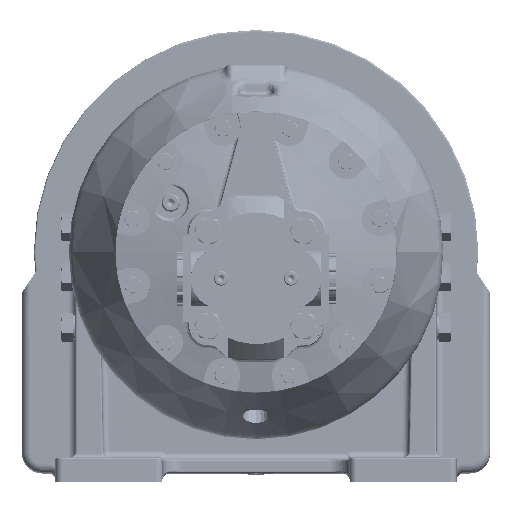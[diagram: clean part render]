
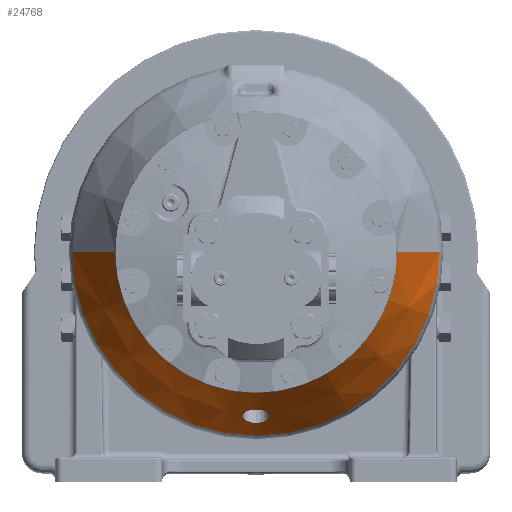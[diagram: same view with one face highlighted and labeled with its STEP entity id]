
A CAD part, top view. The second image highlights one B-rep face of the part: STEP entity #24768.
In plain terms, the highlighted conical face has half-angle 30 degrees and reference radius 154.327 mm.
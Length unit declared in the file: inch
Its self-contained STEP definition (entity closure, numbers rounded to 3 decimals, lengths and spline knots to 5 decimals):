
#9950=CARTESIAN_POINT('',(0.,0.,-0.19292));
#9951=DIRECTION('',(0.,0.,1.));
#9952=DIRECTION('',(-1.,0.,0.));
#9953=AXIS2_PLACEMENT_3D('',#9950,#9951,#9952);
#9960=DIRECTION('',(-0.5,0.,-0.866));
#9961=VECTOR('',#9960,3.16064);
#9962=CARTESIAN_POINT('',(-5.2857,0.,-0.19292));
#9963=LINE('',#9962,#9961);
#9964=DIRECTION('',(-0.5,0.,0.866));
#9965=VECTOR('',#9964,3.16064);
#9966=CARTESIAN_POINT('',(6.86603,0.,-2.93012));
#9967=LINE('',#9966,#9965);
#9968=CARTESIAN_POINT('',(0.,-5.89015,-1.23986));
#9969=CARTESIAN_POINT('',(0.05285,-5.89015,
-1.23986));
#9970=CARTESIAN_POINT('',(0.15238,-5.89715,
-1.25436));
#9971=CARTESIAN_POINT('',(0.29106,-5.92768,
-1.31646));
#9972=CARTESIAN_POINT('',(0.40142,-5.97673,
-1.41277));
#9973=CARTESIAN_POINT('',(0.47412,-6.04107,
-1.53335));
#9974=CARTESIAN_POINT('',(0.50202,-6.11637,
-1.66732));
#9975=CARTESIAN_POINT('',(0.48056,-6.19684,
-1.80316));
#9976=CARTESIAN_POINT('',(0.40999,-6.27279,
-1.92536));
#9977=CARTESIAN_POINT('',(0.29878,-6.33458,
-2.02104));
#9978=CARTESIAN_POINT('',(0.15678,-6.37511,
-2.08214));
#9979=CARTESIAN_POINT('',(0.05406,-6.38458,
-2.09623));
#9980=CARTESIAN_POINT('',(0.,-6.38458,-2.09623));
#9982=CARTESIAN_POINT('',(0.,-6.38458,-2.09623));
#9983=CARTESIAN_POINT('',(-0.05407,-6.38458,
-2.09623));
#9984=CARTESIAN_POINT('',(-0.1568,-6.3751,
-2.08214));
#9985=CARTESIAN_POINT('',(-0.29882,-6.33457,
-2.02102));
#9986=CARTESIAN_POINT('',(-0.41001,-6.27277,
-1.92534));
#9987=CARTESIAN_POINT('',(-0.48057,-6.19682,
-1.80314));
#9988=CARTESIAN_POINT('',(-0.50202,-6.11635,
-1.66729));
#9989=CARTESIAN_POINT('',(-0.47411,-6.04106,
-1.53333));
#9990=CARTESIAN_POINT('',(-0.4014,-5.97671,
-1.41274));
#9991=CARTESIAN_POINT('',(-0.29101,-5.92766,
-1.31643));
#9992=CARTESIAN_POINT('',(-0.15235,-5.89715,
-1.25436));
#9993=CARTESIAN_POINT('',(-0.05284,-5.89015,
-1.23986));
#9994=CARTESIAN_POINT('',(0.,-5.89015,-1.23986));
#10126=CARTESIAN_POINT('',(0.,0.,-2.93012));
#10127=DIRECTION('',(0.,0.,-1.));
#10128=DIRECTION('',(1.,0.,0.));
#10129=AXIS2_PLACEMENT_3D('',#10126,#10127,#10128);
#21792=CARTESIAN_POINT('',(-5.2857,0.,-0.19292));
#21793=CARTESIAN_POINT('',(-6.86603,0.,-2.93012));
#21794=VERTEX_POINT('',#21792);
#21795=VERTEX_POINT('',#21793);
#21819=VERTEX_POINT('',#9968);
#21820=VERTEX_POINT('',#9980);
#21821=CARTESIAN_POINT('',(6.86603,0.,-2.93012));
#21822=VERTEX_POINT('',#21821);
#21823=CARTESIAN_POINT('',(5.2857,0.,-0.19292));
#21824=VERTEX_POINT('',#21823);
#24748=CARTESIAN_POINT('',(0.,0.,-1.56152));
#24749=DIRECTION('',(0.,0.,-1.));
#24750=DIRECTION('',(1.,0.,0.));
#24751=AXIS2_PLACEMENT_3D('',#24748,#24749,#24750);
#24752=CONICAL_SURFACE('',#24751,6.07586,30.);
#24754=ORIENTED_EDGE('',*,*,#24753,.F.);
#24755=ORIENTED_EDGE('',*,*,#24733,.T.);
#24757=ORIENTED_EDGE('',*,*,#24756,.F.);
#24759=ORIENTED_EDGE('',*,*,#24758,.T.);
#24760=EDGE_LOOP('',(#24754,#24755,#24757,#24759));
#24761=FACE_OUTER_BOUND('',#24760,.F.);
#24763=ORIENTED_EDGE('',*,*,#24762,.F.);
#24765=ORIENTED_EDGE('',*,*,#24764,.F.);
#24766=EDGE_LOOP('',(#24763,#24765));
#24767=FACE_BOUND('',#24766,.F.);
#9954=CIRCLE('',#9953,5.2857);
#9981=B_SPLINE_CURVE_WITH_KNOTS('',3,(#9968,#9969,#9970,#9971,#9972,#9973,#9974,
#9975,#9976,#9977,#9978,#9979,#9980),.UNSPECIFIED.,.F.,.F.,(4,1,1,1,1,1,1,1,1,1,
4),(0.,0.1,0.2,0.3,0.4,0.5,0.6,0.7,0.8,0.9,1.),
.UNSPECIFIED.);
#9995=B_SPLINE_CURVE_WITH_KNOTS('',3,(#9982,#9983,#9984,#9985,#9986,#9987,#9988,
#9989,#9990,#9991,#9992,#9993,#9994),.UNSPECIFIED.,.F.,.F.,(4,1,1,1,1,1,1,1,1,1,
4),(0.,0.1,0.2,0.3,0.4,0.5,0.6,0.7,0.8,0.9,1.),
.UNSPECIFIED.);
#10130=CIRCLE('',#10129,6.86603);
#24733=EDGE_CURVE('',#21794,#21824,#9954,.T.);
#24753=EDGE_CURVE('',#21794,#21795,#9963,.T.);
#24756=EDGE_CURVE('',#21822,#21824,#9967,.T.);
#24758=EDGE_CURVE('',#21822,#21795,#10130,.T.);
#24762=EDGE_CURVE('',#21819,#21820,#9981,.T.);
#24764=EDGE_CURVE('',#21820,#21819,#9995,.T.);
#24768=ADVANCED_FACE('',(#24761,#24767),#24752,.T.);
